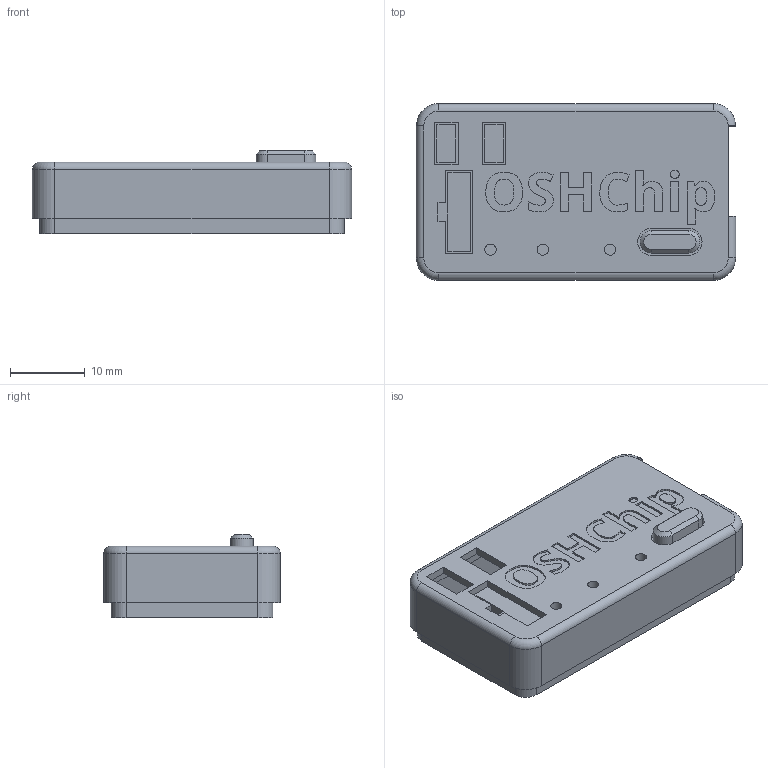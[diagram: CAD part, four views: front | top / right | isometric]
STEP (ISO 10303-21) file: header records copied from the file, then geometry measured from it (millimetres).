
FILE_DESCRIPTION( ( '' ), ' ' );
FILE_NAME( '5a59a2a7bdcb410f4b124ace.step', '2018-01-13T06:09:43', ( '' ), ( '' ), ' ', ' ', ' ' );
FILE_SCHEMA( ( 'AUTOMOTIVE_DESIGN { 1 0 10303 214 1 1 1 1 }' ) );
Length unit declared in the file: metre
Products named in the file (3): Button; Top Case; Bottom Case
Bounding box: 42.7 x 23.65 x 11.14 mm (x, y, z)
Volume: 4023.6 mm3; surface area: 7102.5 mm2
Topology: 3 solids, 3 shells, 282 faces, 755 edges, 498 vertices
Faces by surface type: plane 149, extrusion 80, cylinder 47, torus 4, cone 2
Full cylindrical faces by diameter (mm): 1.5 x3, 3.5 x3
Entity records: 11143 total; most frequent: CARTESIAN_POINT 2012, ORIENTED_EDGE 1498, DIRECTION 1181, EDGE_CURVE 749, VECTOR 567, VERTEX_POINT 498, LINE 487, EDGE_LOOP 321
